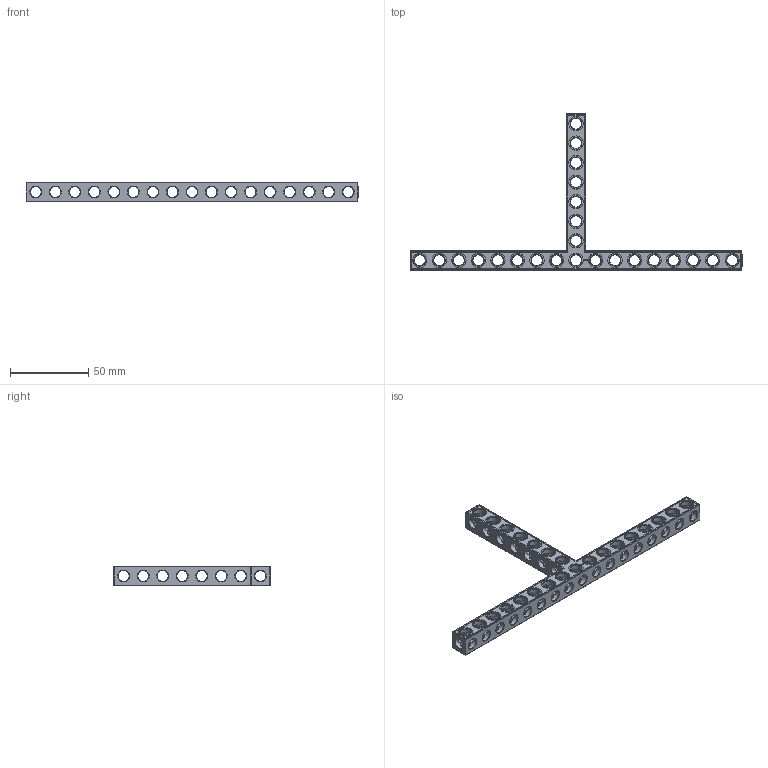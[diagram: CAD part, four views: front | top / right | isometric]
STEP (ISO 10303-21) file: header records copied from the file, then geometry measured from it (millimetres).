
FILE_DESCRIPTION(('FreeCAD Model'),'2;1');
FILE_NAME('Open CASCADE Shape Model','2022-01-28T22:08:45',( 'Paulo Kiefe'),('STEMFIE.org'),'Open CASCADE STEP processor 7.4', 'FreeCAD','Unknown');
FILE_SCHEMA(('AUTOMOTIVE_DESIGN { 1 0 10303 214 1 1 1 1 }'));
Products named in the file (1): Beam_TSH_SYM_ESS_BU17x08x01_-_SPN-BEM-1139_(stemfie.org)
Bounding box: 212.5 x 100 x 12.5 mm (x, y, z)
Volume: 23446.9 mm3; surface area: 21037.9 mm2
Topology: 1 solids, 1 shells, 812 faces, 2460 edges, 1612 vertices
Faces by surface type: plane 411, extrusion 154, cylinder 147, cone 100
Full cylindrical faces by diameter (mm): 6.98 x18, 7 x105, 9.2 x24
Entity records: 96822 total; most frequent: CARTESIAN_POINT 50971, DIRECTION 7352, ORIENTED_EDGE 4920, PCURVE 4920, DEFINITIONAL_REPRESENTATION 4920, VECTOR 4900, LINE 4746, EDGE_CURVE 2460
